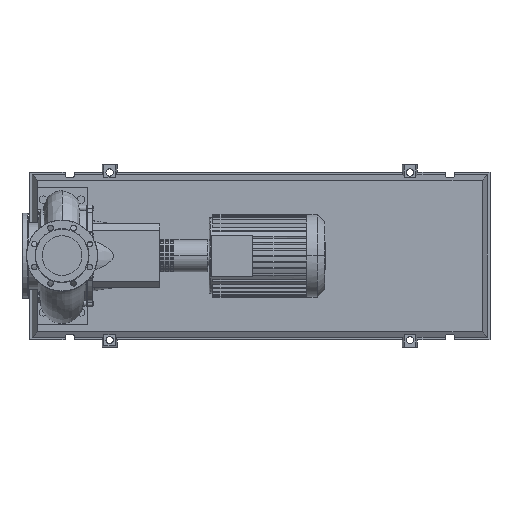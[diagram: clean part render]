
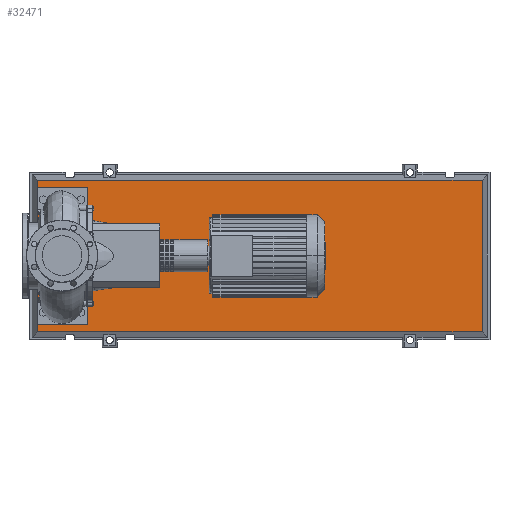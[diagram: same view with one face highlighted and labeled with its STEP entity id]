
A CAD part, top view. The second image highlights one B-rep face of the part: STEP entity #32471.
In plain terms, the highlighted planar face has unit normal (0, 0, 1).
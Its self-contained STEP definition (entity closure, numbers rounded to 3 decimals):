
#32152=CARTESIAN_POINT('',(1678.185,-303.185,123.0));
#32153=VERTEX_POINT('',#32152);
#32160=CARTESIAN_POINT('',(-98.185,-303.185,123.0));
#32161=VERTEX_POINT('',#32160);
#32162=CARTESIAN_POINT('',(1678.185,-303.185,123.0));
#32163=DIRECTION('',(-1.0,0.0,0.0));
#32164=VECTOR('',#32163,1776.37);
#32165=LINE('',#32162,#32164);
#32166=EDGE_CURVE('',#32153,#32161,#32165,.T.);
#32384=CARTESIAN_POINT('',(1678.185,303.185,123.0));
#32385=VERTEX_POINT('',#32384);
#32386=CARTESIAN_POINT('',(1678.185,303.185,123.0));
#32387=DIRECTION('',(0.0,-1.0,0.0));
#32388=VECTOR('',#32387,606.37);
#32389=LINE('',#32386,#32388);
#32390=EDGE_CURVE('',#32385,#32153,#32389,.T.);
#32408=CARTESIAN_POINT('',(-98.185,303.185,123.0));
#32409=VERTEX_POINT('',#32408);
#32410=CARTESIAN_POINT('',(-98.185,-303.185,123.0));
#32411=DIRECTION('',(0.0,1.0,0.0));
#32412=VECTOR('',#32411,606.37);
#32413=LINE('',#32410,#32412);
#32414=EDGE_CURVE('',#32161,#32409,#32413,.T.);
#32447=CARTESIAN_POINT('',(-98.185,303.185,123.0));
#32448=DIRECTION('',(1.0,0.0,0.0));
#32449=VECTOR('',#32448,1776.37);
#32450=LINE('',#32447,#32449);
#32451=EDGE_CURVE('',#32409,#32385,#32450,.T.);
#32460=CARTESIAN_POINT('',(790.,0.,123.0));
#32461=DIRECTION('',(0.0,0.0,1.0));
#32462=DIRECTION('',(1.0,0.0,0.0));
#32463=AXIS2_PLACEMENT_3D('',#32460,#32461,#32462);
#32464=PLANE('',#32463);
#32465=ORIENTED_EDGE('',*,*,#32390,.F.);
#32466=ORIENTED_EDGE('',*,*,#32451,.F.);
#32467=ORIENTED_EDGE('',*,*,#32414,.F.);
#32468=ORIENTED_EDGE('',*,*,#32166,.F.);
#32469=EDGE_LOOP('',(#32465,#32466,#32467,#32468));
#32470=FACE_OUTER_BOUND('',#32469,.T.);
#32471=ADVANCED_FACE('',(#32470),#32464,.T.);
